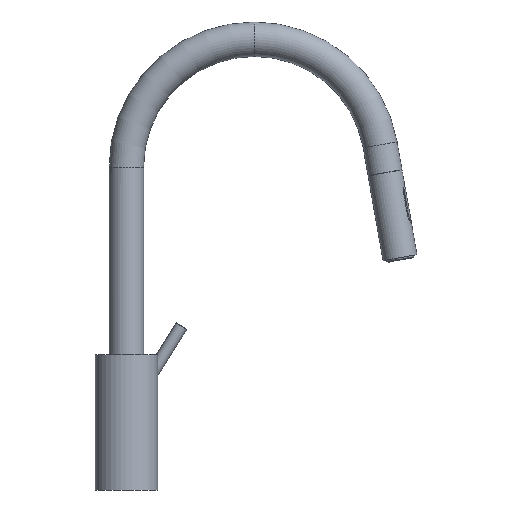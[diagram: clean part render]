
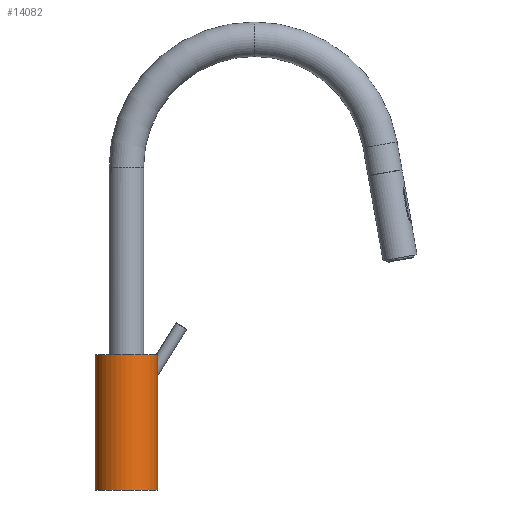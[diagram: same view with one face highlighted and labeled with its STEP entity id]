
A CAD part, front view. The second image highlights one B-rep face of the part: STEP entity #14082.
In plain terms, the highlighted cylindrical face has radius 25.5 mm (diameter 51 mm), a full revolution.
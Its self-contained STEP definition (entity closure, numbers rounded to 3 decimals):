
#439=B_SPLINE_CURVE_WITH_KNOTS('',3,(#22179,#22180,#22181,#22182,#22183,
#22184,#22185,#22186,#22187,#22188,#22189,#22190,#22191,#22192,#22193,#22194,
#22195,#22196,#22197,#22198,#22199,#22200,#22201,#22202,#22203,#22204,#22205,
#22206,#22207,#22208,#22209,#22210,#22211,#22212,#22213,#22214,#22215,#22216,
#22217,#22218,#22219,#22220,#22221,#22222,#22223,#22224,#22225,#22226),
 .UNSPECIFIED.,.T.,.F.,(1,1,1,1,1,1,1,1,1,1,1,1,1,1,1,1,1,1,1,1,1,1,1,1,
1,1,1,1,1,1,1,1,1,1,1,1,1,1,1,1,1,1,1,1,1,1,1,1,1,1,1,1),(-0.008,
-0.005,-0.003,0.,0.005,0.008,
0.01,0.015,0.02,0.026,
0.031,0.033,0.036,0.038,
0.041,0.044,0.046,0.051,
0.056,0.061,0.067,0.072,
0.074,0.077,0.082,0.084,
0.087,0.09,0.092,0.097,
0.102,0.108,0.113,0.115,
0.118,0.12,0.123,0.125,
0.128,0.133,0.138,0.143,
0.148,0.151,0.154,0.156,
0.159,0.161,0.164,0.169,
0.172,0.174),.UNSPECIFIED.);
#2249=CYLINDRICAL_SURFACE('',#15025,25.5);
#2503=ORIENTED_EDGE('',*,*,#6937,.F.);
#2504=ORIENTED_EDGE('',*,*,#6936,.F.);
#2505=ORIENTED_EDGE('',*,*,#6935,.T.);
#6935=EDGE_CURVE('',#9160,#9160,#10554,.T.);
#6936=EDGE_CURVE('',#9161,#9161,#10555,.T.);
#6937=EDGE_CURVE('',#9162,#9162,#439,.T.);
#9160=VERTEX_POINT('',#22174);
#9161=VERTEX_POINT('',#22177);
#9162=VERTEX_POINT('',#22227);
#10554=CIRCLE('',#15022,25.5);
#10555=CIRCLE('',#15024,25.5);
#11677=EDGE_LOOP('',(#2503));
#11678=EDGE_LOOP('',(#2504));
#11679=EDGE_LOOP('',(#2505));
#12694=FACE_BOUND('',#11677,.T.);
#12695=FACE_BOUND('',#11678,.T.);
#12696=FACE_BOUND('',#11679,.T.);
#14082=ADVANCED_FACE('',(#12694,#12695,#12696),#2249,.T.);
#15022=AXIS2_PLACEMENT_3D('',#22173,#17028,#17029);
#15024=AXIS2_PLACEMENT_3D('',#22176,#17032,#17033);
#15025=AXIS2_PLACEMENT_3D('',#22178,#17034,#17035);
#17028=DIRECTION('',(0.,0.,-1.));
#17029=DIRECTION('',(0.,-1.,0.));
#17032=DIRECTION('',(0.,0.,-1.));
#17033=DIRECTION('',(0.,-1.,0.));
#17034=DIRECTION('',(0.,0.,1.));
#17035=DIRECTION('',(0.,1.,0.));
#22173=CARTESIAN_POINT('',(0.,0.,110.));
#22174=CARTESIAN_POINT('',(0.,-25.5,110.));
#22176=CARTESIAN_POINT('',(0.,0.,0.));
#22177=CARTESIAN_POINT('',(0.,-25.5,0.));
#22178=CARTESIAN_POINT('',(0.,0.,0.));
#22179=CARTESIAN_POINT('',(0.574,25.538,37.709));
#22180=CARTESIAN_POINT('',(-2.936,25.435,37.82));
#22181=CARTESIAN_POINT('',(-6.233,24.822,38.478));
#22182=CARTESIAN_POINT('',(-9.339,23.769,39.618));
#22183=CARTESIAN_POINT('',(-12.197,22.487,41.015));
#22184=CARTESIAN_POINT('',(-15.373,20.494,43.214));
#22185=CARTESIAN_POINT('',(-18.415,17.784,46.299));
#22186=CARTESIAN_POINT('',(-20.834,14.851,49.839));
#22187=CARTESIAN_POINT('',(-22.284,12.466,53.062));
#22188=CARTESIAN_POINT('',(-23.125,10.774,55.923));
#22189=CARTESIAN_POINT('',(-23.574,9.734,58.28));
#22190=CARTESIAN_POINT('',(-23.789,9.182,60.838));
#22191=CARTESIAN_POINT('',(-23.715,9.378,63.462));
#22192=CARTESIAN_POINT('',(-23.379,10.204,65.906));
#22193=CARTESIAN_POINT('',(-22.648,11.783,68.924));
#22194=CARTESIAN_POINT('',(-21.314,14.145,72.259));
#22195=CARTESIAN_POINT('',(-19.054,17.095,75.894));
#22196=CARTESIAN_POINT('',(-16.13,19.899,79.118));
#22197=CARTESIAN_POINT('',(-12.511,22.377,81.869));
#22198=CARTESIAN_POINT('',(-8.869,24.005,83.639));
#22199=CARTESIAN_POINT('',(-5.701,24.897,84.602));
#22200=CARTESIAN_POINT('',(-2.321,25.496,85.246));
#22201=CARTESIAN_POINT('',(1.116,25.578,85.334));
#22202=CARTESIAN_POINT('',(4.545,25.135,84.858));
#22203=CARTESIAN_POINT('',(6.981,24.568,84.247));
#22204=CARTESIAN_POINT('',(9.325,23.775,83.388));
#22205=CARTESIAN_POINT('',(12.194,22.49,81.988));
#22206=CARTESIAN_POINT('',(15.382,20.489,79.78));
#22207=CARTESIAN_POINT('',(18.434,17.766,76.68));
#22208=CARTESIAN_POINT('',(20.856,14.82,73.122));
#22209=CARTESIAN_POINT('',(22.306,12.427,69.886));
#22210=CARTESIAN_POINT('',(23.15,10.718,66.973));
#22211=CARTESIAN_POINT('',(23.588,9.699,64.615));
#22212=CARTESIAN_POINT('',(23.792,9.175,62.057));
#22213=CARTESIAN_POINT('',(23.707,9.399,59.438));
#22214=CARTESIAN_POINT('',(23.357,10.253,56.984));
#22215=CARTESIAN_POINT('',(22.625,11.828,54.011));
#22216=CARTESIAN_POINT('',(21.267,14.215,50.65));
#22217=CARTESIAN_POINT('',(19.026,17.125,47.072));
#22218=CARTESIAN_POINT('',(16.075,19.943,43.831));
#22219=CARTESIAN_POINT('',(13.07,21.99,41.561));
#22220=CARTESIAN_POINT('',(10.268,23.381,40.039));
#22221=CARTESIAN_POINT('',(8.039,24.241,39.106));
#22222=CARTESIAN_POINT('',(5.621,24.916,38.378));
#22223=CARTESIAN_POINT('',(3.119,25.351,37.91));
#22224=CARTESIAN_POINT('',(0.574,25.538,37.709));
#22225=CARTESIAN_POINT('',(-2.936,25.435,37.82));
#22226=CARTESIAN_POINT('',(-6.233,24.822,38.478));
#22227=CARTESIAN_POINT('',(-2.041,25.418,37.838));
